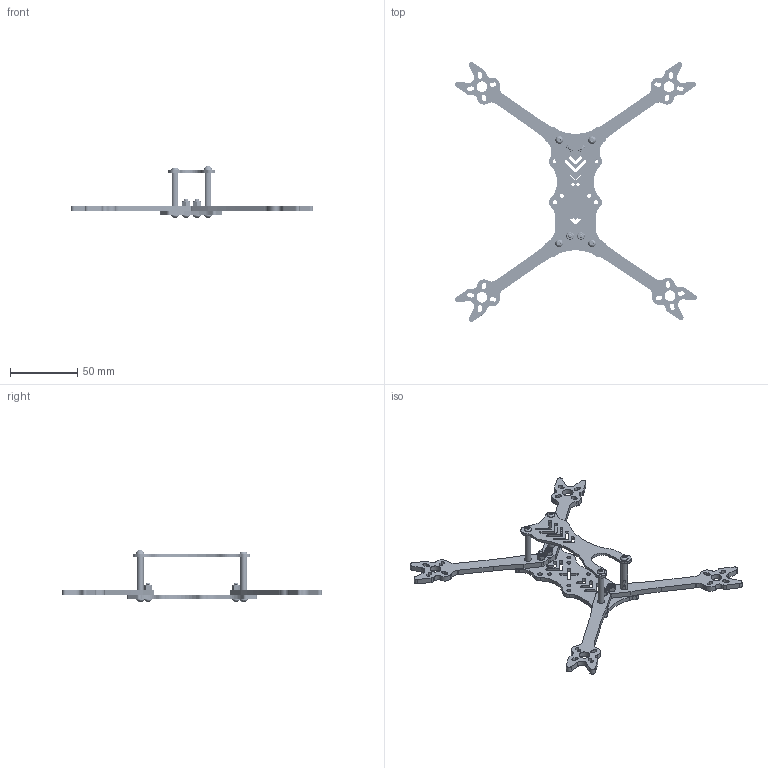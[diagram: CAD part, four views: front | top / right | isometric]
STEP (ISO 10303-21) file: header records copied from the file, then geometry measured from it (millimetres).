
FILE_DESCRIPTION(/* description */ (''),/* implementation_level */ '2;1');
FILE_NAME(/* name */ 'Mode 2 - Ghost.step',/* time_stamp */ '2019-07-23T16:44:17-04:00',/* author */ (''),/* organization */ (''),/* preprocessor_version */ 'ST-DEVELOPER v18',/* originating_system */ 'Autodesk Translation Framework v8.2.0.1029',/* authorisation */ '');
FILE_SCHEMA (('AUTOMOTIVE_DESIGN { 1 0 10303 214 3 1 1 }'));
Length unit declared in the file: millimetre
Products named in the file (12): (Unsaved); M3 - 6mm; M3 - 12mm; M3 - 16mm; M3 - Locknut; 25mm Standoff; Bottom Plate; Top Plate; Arm; Arm 2; Arm 3; Arm 4
Assembly tree (26 placements, depth 2):
  (Unsaved)
    M3 - 6mm  x4
    M3 - 12mm  x4
    M3 - 16mm  x4
    M3 - Locknut  x4
    25mm Standoff  x4
    Bottom Plate
    Top Plate
    Arm
    Arm 2
    Arm 3
    Arm 4
Bounding box: 180.14 x 193.48 x 38.3 mm (x, y, z)
Volume: 31617 mm3; surface area: 32409 mm2
Topology: 30 solids, 30 shells, 1486 faces, 4026 edges, 2644 vertices
Faces by surface type: cylinder 890, plane 344, cone 204, bspline 24, sphere 12, torus 12
Full cylindrical faces by diameter (mm): 2.35 x272, 2.538 x4, 2.594 x24, 3 x298, 3.002 x1, 3.073 x1, 3.352 x4, 5 x4, 5.7 x12, 8 x4
Entity records: 32283 total; most frequent: CARTESIAN_POINT 14392, ORIENTED_EDGE 3804, DIRECTION 3580, EDGE_CURVE 1902, AXIS2_PLACEMENT_3D 1331, VERTEX_POINT 1258, LINE 918, VECTOR 918
